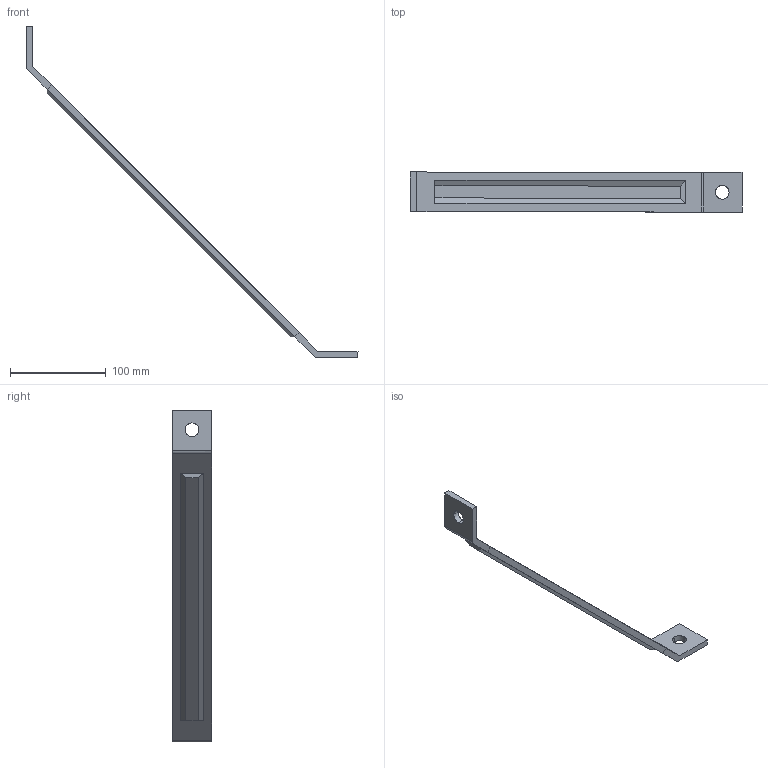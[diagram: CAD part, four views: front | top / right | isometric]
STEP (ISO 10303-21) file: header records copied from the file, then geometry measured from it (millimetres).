
FILE_DESCRIPTION(('TurboCAD Mac Pro'),'Build 980');
FILE_NAME('P2452.stp',' ',(''),(''),'ACIS Interop','IMSI','TurboCAD Mac Pro BY IMSI, INCORPORATED');
FILE_SCHEMA(('automotive_design'));
Length unit declared in the file: inch
Products named in the file (1): 1
Bounding box: 346.07 x 41.28 x 346.07 mm (x, y, z)
Volume: 131760.3 mm3; surface area: 50277.9 mm2
Topology: 1 solids, 1 shells, 38 faces, 102 edges, 68 vertices
Faces by surface type: plane 25, bspline 12, cylinder 1
Entity records: 1713 total; most frequent: CARTESIAN_POINT 491, ORIENTED_EDGE 204, DIRECTION 143, EDGE_CURVE 102, LINE 75, VECTOR 75, VERTEX_POINT 68, EDGE_LOOP 44
